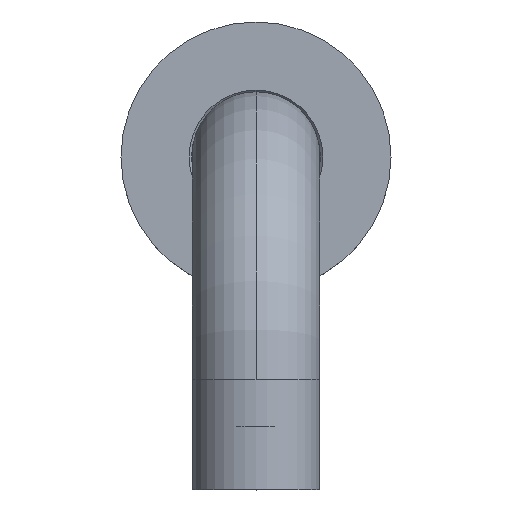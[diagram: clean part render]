
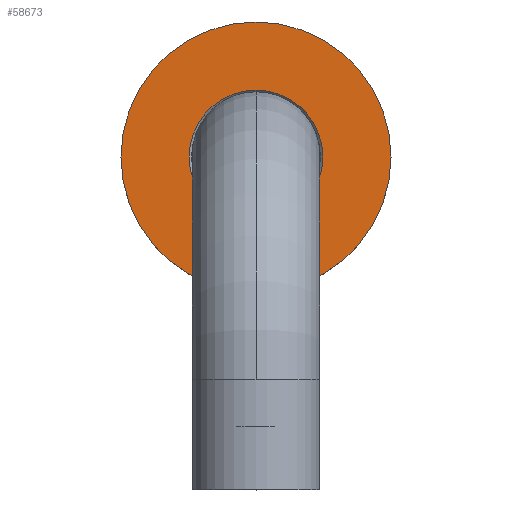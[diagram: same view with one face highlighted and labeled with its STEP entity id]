
A CAD part, top view. The second image highlights one B-rep face of the part: STEP entity #58673.
In plain terms, the highlighted planar face has unit normal (0, 0, 1).
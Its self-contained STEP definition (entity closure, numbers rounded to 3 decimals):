
#289 = CARTESIAN_POINT ( 'NONE',  ( 0., 0., 10. ) ) ;
#5915 = EDGE_CURVE ( 'NONE', #45516, #11509, #23075, .T. ) ;
#6207 = DIRECTION ( 'NONE',  ( 0., 1., 0. ) ) ;
#7800 = CIRCLE ( 'NONE', #49247, 13.375 ) ;
#8500 = CARTESIAN_POINT ( 'NONE',  ( 0., 0., 10. ) ) ;
#9991 = AXIS2_PLACEMENT_3D ( 'NONE', #289, #33332, #6207 ) ;
#10483 = DIRECTION ( 'NONE',  ( 0., 1., 0. ) ) ;
#11162 = DIRECTION ( 'NONE',  ( 0., 1., 0. ) ) ;
#11509 = VERTEX_POINT ( 'NONE', #51950 ) ;
#12294 = AXIS2_PLACEMENT_3D ( 'NONE', #43174, #66073, #10483 ) ;
#13415 = DIRECTION ( 'NONE',  ( 0., 1., 0. ) ) ;
#14567 = ORIENTED_EDGE ( 'NONE', *, *, #40285, .F. ) ;
#19187 = EDGE_LOOP ( 'NONE', ( #44868, #45011 ) ) ;
#19319 = ORIENTED_EDGE ( 'NONE', *, *, #21222, .F. ) ;
#21222 = EDGE_CURVE ( 'NONE', #66677, #64224, #61903, .T. ) ;
#23075 = CIRCLE ( 'NONE', #9991, 13.375 ) ;
#25617 = DIRECTION ( 'NONE',  ( 0., 1., 0. ) ) ;
#29129 = CARTESIAN_POINT ( 'NONE',  ( 0., -13.375, 10. ) ) ;
#30076 = DIRECTION ( 'NONE',  ( 0., 0., -1. ) ) ;
#30145 = PLANE ( 'NONE',  #52601 ) ;
#33332 = DIRECTION ( 'NONE',  ( 0., 0., -1. ) ) ;
#35353 = FACE_BOUND ( 'NONE', #19187, .T. ) ;
#39625 = EDGE_LOOP ( 'NONE', ( #19319, #14567 ) ) ;
#40285 = EDGE_CURVE ( 'NONE', #64224, #66677, #71412, .T. ) ;
#41630 = DIRECTION ( 'NONE',  ( 0., 0., -1. ) ) ;
#43174 = CARTESIAN_POINT ( 'NONE',  ( 0., 0., 10. ) ) ;
#43373 = CARTESIAN_POINT ( 'NONE',  ( 0., -27., 10. ) ) ;
#44868 = ORIENTED_EDGE ( 'NONE', *, *, #5915, .T. ) ;
#45011 = ORIENTED_EDGE ( 'NONE', *, *, #47533, .T. ) ;
#45516 = VERTEX_POINT ( 'NONE', #29129 ) ;
#47533 = EDGE_CURVE ( 'NONE', #11509, #45516, #7800, .T. ) ;
#49247 = AXIS2_PLACEMENT_3D ( 'NONE', #8500, #30076, #25617 ) ;
#51950 = CARTESIAN_POINT ( 'NONE',  ( 0., 13.375, 10. ) ) ;
#52601 = AXIS2_PLACEMENT_3D ( 'NONE', #52719, #41630, #13415 ) ;
#52719 = CARTESIAN_POINT ( 'NONE',  ( -27., 0., 10. ) ) ;
#56371 = CARTESIAN_POINT ( 'NONE',  ( 0., 0., 10. ) ) ;
#58673 = ADVANCED_FACE ( 'NONE', ( #69397, #35353 ), #30145, .F. ) ;
#61903 = CIRCLE ( 'NONE', #64268, 27. ) ;
#61922 = DIRECTION ( 'NONE',  ( 0., 0., -1. ) ) ;
#64224 = VERTEX_POINT ( 'NONE', #43373 ) ;
#64268 = AXIS2_PLACEMENT_3D ( 'NONE', #56371, #61922, #11162 ) ;
#66073 = DIRECTION ( 'NONE',  ( 0., 0., -1. ) ) ;
#66677 = VERTEX_POINT ( 'NONE', #69439 ) ;
#69397 = FACE_OUTER_BOUND ( 'NONE', #39625, .T. ) ;
#69439 = CARTESIAN_POINT ( 'NONE',  ( 0., 27., 10. ) ) ;
#71412 = CIRCLE ( 'NONE', #12294, 27. ) ;
